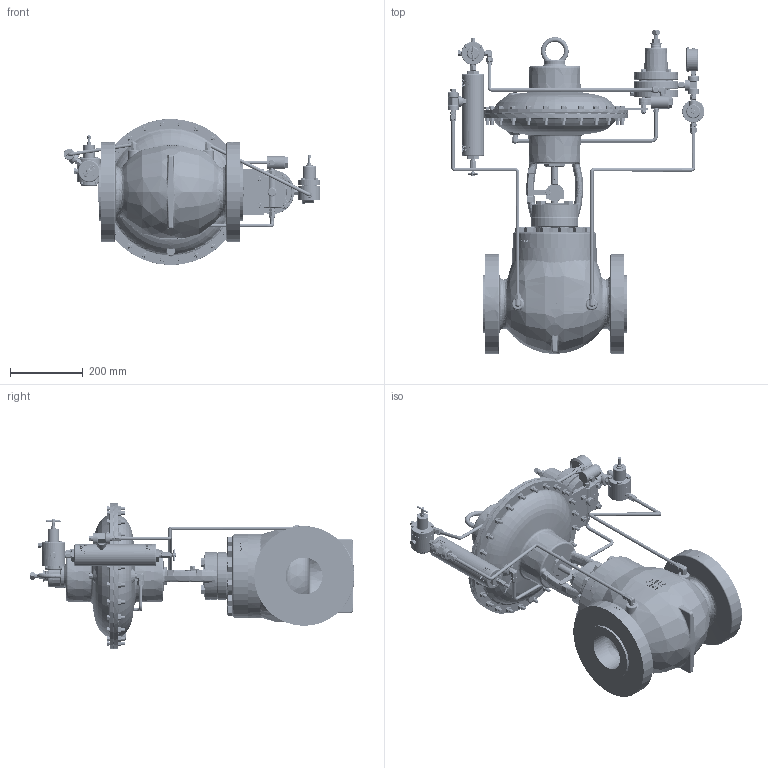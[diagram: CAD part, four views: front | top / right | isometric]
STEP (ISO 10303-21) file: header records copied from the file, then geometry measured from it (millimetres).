
FILE_DESCRIPTION (( 'STEP AP214' ), '1' );
FILE_NAME ('CVC4600RF30-HPPR.STEP', '2022-08-10T14:41:05', ( '' ), ( '' ), 'SwSTEP 2.0', 'SolidWorks 2019', '' );
FILE_SCHEMA (( 'AUTOMOTIVE_DESIGN' ));
Length unit declared in the file: inch
Products named in the file (1): CVC4600RF30-HPPR
Bounding box: 704.02 x 887.1 x 400.05 mm (x, y, z)
Volume: 28170924 mm3; surface area: 1939807.4 mm2
Topology: 1 solids, 1 shells, 9025 faces, 23170 edges, 14585 vertices
Faces by surface type: plane 3581, bspline 2695, cone 1282, cylinder 1023, torus 362, sphere 82
Entity records: 591125 total; most frequent: CARTESIAN_POINT 321052, ORIENTED_EDGE 46058, DIRECTION 31676, EDGE_CURVE 23029, VERTEX_POINT 14585, AXIS2_PLACEMENT_3D 11060, EDGE_LOOP 9702, VECTOR 9556
